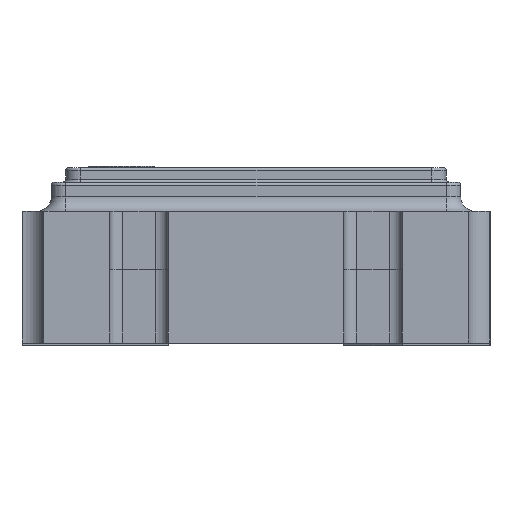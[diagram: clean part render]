
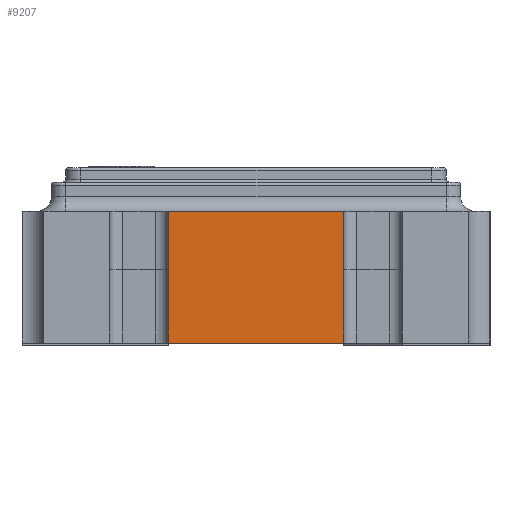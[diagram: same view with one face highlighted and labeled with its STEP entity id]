
A CAD part, left-side view. The second image highlights one B-rep face of the part: STEP entity #9207.
In plain terms, the highlighted planar face has unit normal (-1, 0, 0).
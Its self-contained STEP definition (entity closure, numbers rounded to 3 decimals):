
#162 = DIRECTION ( 'NONE',  ( -1., 0., 0. ) ) ;
#529 = CARTESIAN_POINT ( 'NONE',  ( -2.5, -0.6, -0.4 ) ) ;
#859 = VERTEX_POINT ( 'NONE', #6265 ) ;
#886 = VECTOR ( 'NONE', #3990, 1000. ) ;
#999 = EDGE_LOOP ( 'NONE', ( #17803, #18765, #18890, #6766, #11520, #19705, #20304, #5807 ) ) ;
#1134 = PLANE ( 'NONE',  #16018 ) ;
#1217 = VECTOR ( 'NONE', #5425, 1000. ) ;
#1664 = VECTOR ( 'NONE', #13880, 1000. ) ;
#1734 = CARTESIAN_POINT ( 'NONE',  ( -2.5, 1.6, 0. ) ) ;
#1893 = VECTOR ( 'NONE', #8249, 1000. ) ;
#3235 = LINE ( 'NONE', #1734, #6348 ) ;
#3692 = CARTESIAN_POINT ( 'NONE',  ( -2.5, 1.6, -0.4 ) ) ;
#3990 = DIRECTION ( 'NONE',  ( 0., 1., 0. ) ) ;
#4295 = VERTEX_POINT ( 'NONE', #9170 ) ;
#4723 = FACE_OUTER_BOUND ( 'NONE', #999, .T. ) ;
#5038 = CARTESIAN_POINT ( 'NONE',  ( -2.5, -0.6, -0.4 ) ) ;
#5119 = CARTESIAN_POINT ( 'NONE',  ( -2.5, -0.6, 0. ) ) ;
#5283 = CARTESIAN_POINT ( 'NONE',  ( -2.5, 0.6, -0.4 ) ) ;
#5336 = EDGE_CURVE ( 'NONE', #14007, #859, #12113, .T. ) ;
#5425 = DIRECTION ( 'NONE',  ( 0., -1., 0. ) ) ;
#5807 = ORIENTED_EDGE ( 'NONE', *, *, #9831, .T. ) ;
#6212 = VERTEX_POINT ( 'NONE', #5283 ) ;
#6265 = CARTESIAN_POINT ( 'NONE',  ( -2.5, -0.6, -0.9 ) ) ;
#6348 = VECTOR ( 'NONE', #14828, 1000. ) ;
#6766 = ORIENTED_EDGE ( 'NONE', *, *, #16872, .F. ) ;
#7680 = EDGE_CURVE ( 'NONE', #16612, #18234, #18304, .T. ) ;
#7737 = EDGE_CURVE ( 'NONE', #14007, #18234, #10314, .T. ) ;
#8035 = EDGE_CURVE ( 'NONE', #6212, #13953, #15259, .T. ) ;
#8249 = DIRECTION ( 'NONE',  ( 0., 0., 1. ) ) ;
#9170 = CARTESIAN_POINT ( 'NONE',  ( -2.5, 0.6, 0. ) ) ;
#9207 = ADVANCED_FACE ( 'NONE', ( #4723 ), #1134, .T. ) ;
#9292 = CARTESIAN_POINT ( 'NONE',  ( -2.5, 0.6, -0.9 ) ) ;
#9636 = LINE ( 'NONE', #16197, #20379 ) ;
#9708 = CARTESIAN_POINT ( 'NONE',  ( -2.5, -0.6, -0.9 ) ) ;
#9831 = EDGE_CURVE ( 'NONE', #17153, #859, #15401, .T. ) ;
#9936 = DIRECTION ( 'NONE',  ( 0., 0., 1. ) ) ;
#10165 = LINE ( 'NONE', #14899, #1893 ) ;
#10314 = LINE ( 'NONE', #3692, #1217 ) ;
#10607 = CARTESIAN_POINT ( 'NONE',  ( -2.5, 1.6, -0.4 ) ) ;
#10797 = VECTOR ( 'NONE', #12962, 1000. ) ;
#10949 = CARTESIAN_POINT ( 'NONE',  ( -2.5, 1.6, -0.9 ) ) ;
#11520 = ORIENTED_EDGE ( 'NONE', *, *, #18978, .F. ) ;
#12009 = CARTESIAN_POINT ( 'NONE',  ( -2.5, -0.6, -0.4 ) ) ;
#12113 = LINE ( 'NONE', #12009, #17423 ) ;
#12962 = DIRECTION ( 'NONE',  ( 0., 0., -1. ) ) ;
#13088 = DIRECTION ( 'NONE',  ( 0., 0., 1. ) ) ;
#13658 = CARTESIAN_POINT ( 'NONE',  ( -2.5, 0.6, -0.4 ) ) ;
#13880 = DIRECTION ( 'NONE',  ( 0., -1., 0. ) ) ;
#13953 = VERTEX_POINT ( 'NONE', #13658 ) ;
#14007 = VERTEX_POINT ( 'NONE', #529 ) ;
#14828 = DIRECTION ( 'NONE',  ( 0., -1., 0. ) ) ;
#14899 = CARTESIAN_POINT ( 'NONE',  ( -2.5, 0.6, -0.9 ) ) ;
#15259 = LINE ( 'NONE', #10607, #886 ) ;
#15266 = DIRECTION ( 'NONE',  ( 0., 0., -1. ) ) ;
#15401 = LINE ( 'NONE', #10949, #1664 ) ;
#16018 = AXIS2_PLACEMENT_3D ( 'NONE', #18227, #162, #9936 ) ;
#16197 = CARTESIAN_POINT ( 'NONE',  ( -2.5, 0.6, -0.4 ) ) ;
#16612 = VERTEX_POINT ( 'NONE', #5119 ) ;
#16872 = EDGE_CURVE ( 'NONE', #4295, #16612, #3235, .T. ) ;
#17153 = VERTEX_POINT ( 'NONE', #9292 ) ;
#17423 = VECTOR ( 'NONE', #15266, 1000. ) ;
#17803 = ORIENTED_EDGE ( 'NONE', *, *, #5336, .F. ) ;
#18199 = EDGE_CURVE ( 'NONE', #17153, #6212, #9636, .T. ) ;
#18227 = CARTESIAN_POINT ( 'NONE',  ( -2.5, 1.6, -0.9 ) ) ;
#18234 = VERTEX_POINT ( 'NONE', #5038 ) ;
#18304 = LINE ( 'NONE', #9708, #10797 ) ;
#18765 = ORIENTED_EDGE ( 'NONE', *, *, #7737, .T. ) ;
#18890 = ORIENTED_EDGE ( 'NONE', *, *, #7680, .F. ) ;
#18978 = EDGE_CURVE ( 'NONE', #13953, #4295, #10165, .T. ) ;
#19705 = ORIENTED_EDGE ( 'NONE', *, *, #8035, .F. ) ;
#20304 = ORIENTED_EDGE ( 'NONE', *, *, #18199, .F. ) ;
#20379 = VECTOR ( 'NONE', #13088, 1000. ) ;
